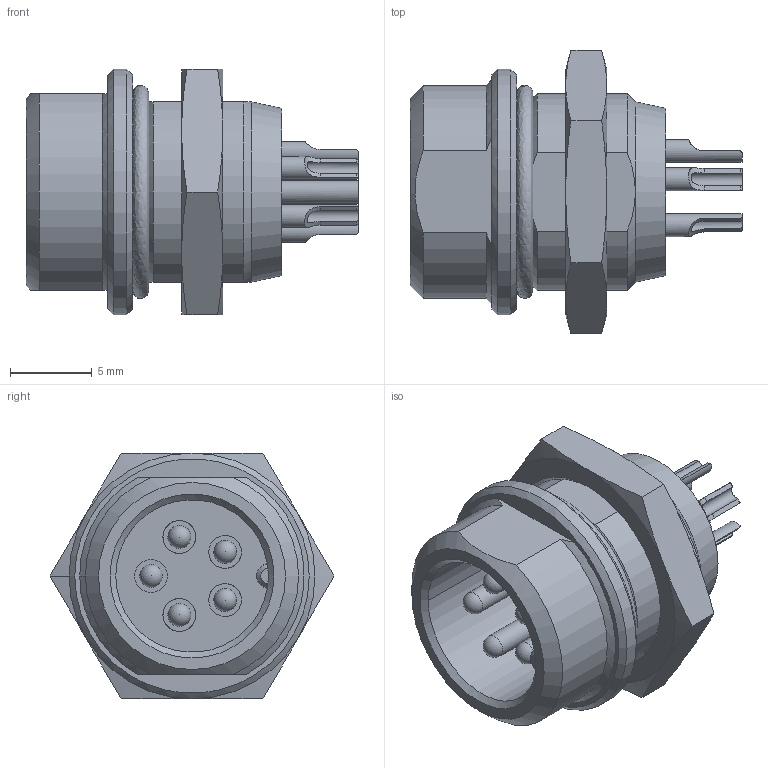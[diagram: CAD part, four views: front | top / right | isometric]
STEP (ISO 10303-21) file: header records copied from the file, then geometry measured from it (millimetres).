
FILE_DESCRIPTION(('FreeCAD Model'),'2;1');
FILE_NAME('Open CASCADE Shape Model','2024-07-20T19:53:27',(''),(''), 'Open CASCADE STEP processor 7.6','FreeCAD','Unknown');
FILE_SCHEMA(('AP242_MANAGED_MODEL_BASED_3D_ENGINEERING_MIM_LF. {1 0 10303 442 1 1 4 }'));
Length unit declared in the file: millimetre
Products named in the file (7): GX12_5_Jack; Body; Body001; Body002; Body004; Array; Body003
Assembly tree (10 placements, depth 3):
  GX12_5_Jack
    Body
    Body001
    Body002
    Body004
    Array
      Body003  x5
Bounding box: 20.25 x 17.32 x 15 mm (x, y, z)
Volume: 1442.4 mm3; surface area: 2661.3 mm2
Topology: 9 solids, 9 shells, 146 faces, 348 edges, 221 vertices
Faces by surface type: plane 57, cylinder 44, cone 39, sphere 5, revolution 1
Full cylindrical faces by diameter (mm): 0.8 x5, 1.4 x10, 2 x10, 9.6 x1, 11 x1, 12 x1, 15 x1
Entity records: 6172 total; most frequent: CARTESIAN_POINT 1669, DIRECTION 880, ORIENTED_EDGE 416, PCURVE 416, DEFINITIONAL_REPRESENTATION 416, LINE 321, VECTOR 321, AXIS2_PLACEMENT_3D 236
